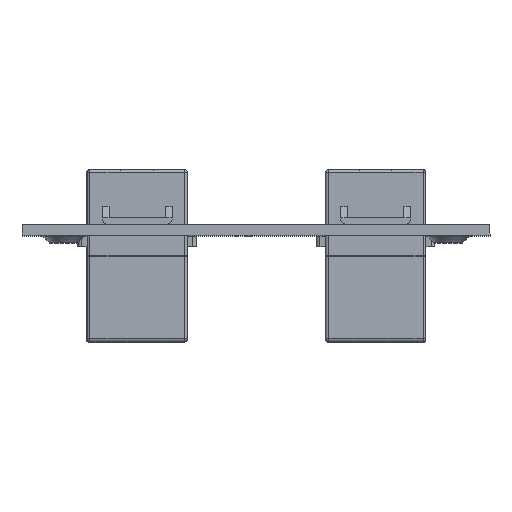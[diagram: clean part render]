
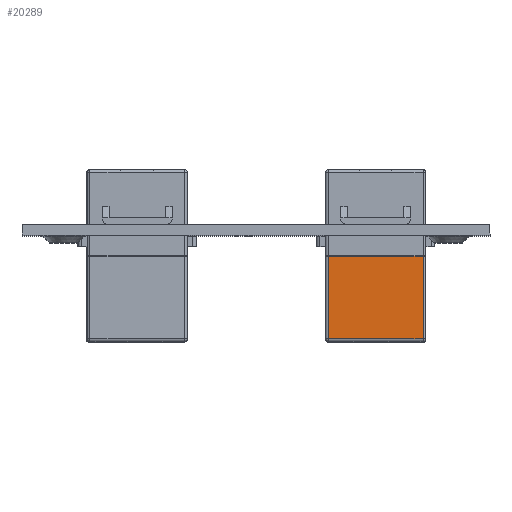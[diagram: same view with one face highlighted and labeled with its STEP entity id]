
A CAD part, top view. The second image highlights one B-rep face of the part: STEP entity #20289.
In plain terms, the highlighted face is planar.
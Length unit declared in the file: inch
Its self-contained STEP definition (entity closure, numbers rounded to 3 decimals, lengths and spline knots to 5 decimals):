
#598 = CARTESIAN_POINT ( 'NONE',  ( 0.2874, -0.31693, -0.47638 ) ) ;
#1010 = DIRECTION ( 'NONE',  ( 0., 0., -1. ) ) ;
#1058 = LINE ( 'NONE', #5245, #9347 ) ;
#1259 = EDGE_CURVE ( 'NONE', #9077, #13075, #1717, .T. ) ;
#1717 = LINE ( 'NONE', #20102, #6168 ) ;
#2576 = PLANE ( 'NONE',  #3645 ) ;
#2729 = CARTESIAN_POINT ( 'NONE',  ( -0.27165, -0.31693, 0.49213 ) ) ;
#3218 = VECTOR ( 'NONE', #1010, 39.37008 ) ;
#3531 = ORIENTED_EDGE ( 'NONE', *, *, #14347, .T. ) ;
#3645 = AXIS2_PLACEMENT_3D ( 'NONE', #4250, #17338, #7549 ) ;
#3726 = LINE ( 'NONE', #2729, #3218 ) ;
#4250 = CARTESIAN_POINT ( 'NONE',  ( 0.2874, -0.31693, 0.49213 ) ) ;
#4284 = VERTEX_POINT ( 'NONE', #6465 ) ;
#4732 = ORIENTED_EDGE ( 'NONE', *, *, #5089, .F. ) ;
#4859 = ORIENTED_EDGE ( 'NONE', *, *, #21139, .T. ) ;
#5089 = EDGE_CURVE ( 'NONE', #6859, #13075, #1058, .T. ) ;
#5245 = CARTESIAN_POINT ( 'NONE',  ( 0.27165, -0.31693, -0.00394 ) ) ;
#6168 = VECTOR ( 'NONE', #21188, 39.37008 ) ;
#6347 = ORIENTED_EDGE ( 'NONE', *, *, #1259, .T. ) ;
#6465 = CARTESIAN_POINT ( 'NONE',  ( -0.27165, -0.31693, -0.47638 ) ) ;
#6859 = VERTEX_POINT ( 'NONE', #11638 ) ;
#7549 = DIRECTION ( 'NONE',  ( -1., 0., 0. ) ) ;
#7833 = VECTOR ( 'NONE', #15417, 39.37008 ) ;
#8346 = LINE ( 'NONE', #598, #7833 ) ;
#9077 = VERTEX_POINT ( 'NONE', #15247 ) ;
#9347 = VECTOR ( 'NONE', #15016, 39.37008 ) ;
#11638 = CARTESIAN_POINT ( 'NONE',  ( -0.27165, -0.31693, -0.00394 ) ) ;
#12208 = FACE_OUTER_BOUND ( 'NONE', #16027, .T. ) ;
#13075 = VERTEX_POINT ( 'NONE', #17288 ) ;
#14347 = EDGE_CURVE ( 'NONE', #6859, #4284, #3726, .T. ) ;
#15016 = DIRECTION ( 'NONE',  ( 1., 0., 0. ) ) ;
#15247 = CARTESIAN_POINT ( 'NONE',  ( 0.27165, -0.31693, -0.47638 ) ) ;
#15417 = DIRECTION ( 'NONE',  ( 1., 0., 0. ) ) ;
#16027 = EDGE_LOOP ( 'NONE', ( #4732, #3531, #4859, #6347 ) ) ;
#17288 = CARTESIAN_POINT ( 'NONE',  ( 0.27165, -0.31693, -0.00394 ) ) ;
#17338 = DIRECTION ( 'NONE',  ( 0., 1., 0. ) ) ;
#20102 = CARTESIAN_POINT ( 'NONE',  ( 0.27165, -0.31693, 0.49213 ) ) ;
#20289 = ADVANCED_FACE ( 'NONE', ( #12208 ), #2576, .F. ) ;
#21139 = EDGE_CURVE ( 'NONE', #4284, #9077, #8346, .T. ) ;
#21188 = DIRECTION ( 'NONE',  ( 0., 0., 1. ) ) ;
